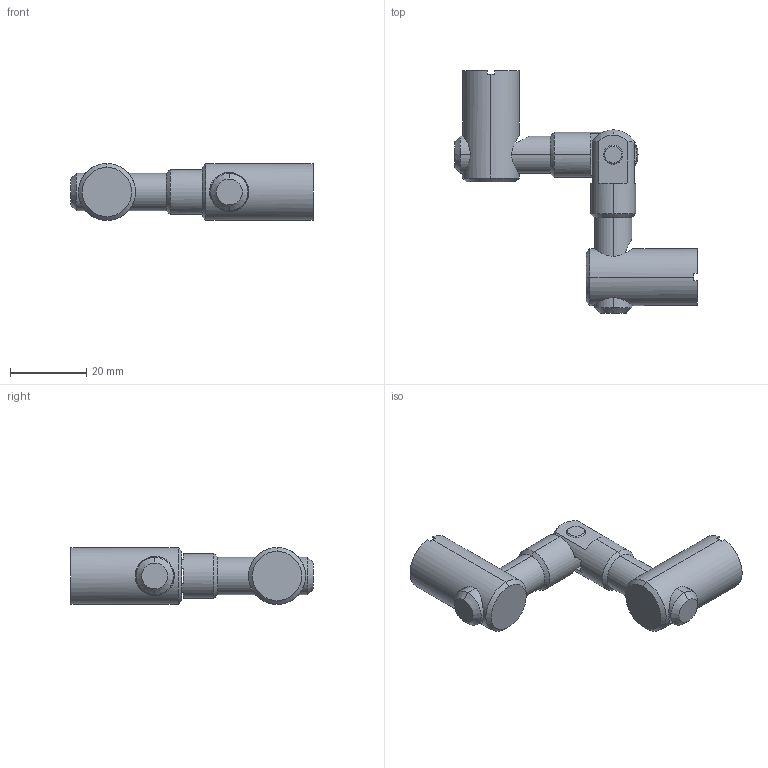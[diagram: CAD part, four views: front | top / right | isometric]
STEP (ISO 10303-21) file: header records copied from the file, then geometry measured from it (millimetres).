
FILE_DESCRIPTION (( 'STEP AP214' ), '1' );
FILE_NAME ('SNSD.30.52.01 Óãëîâîé ñîåäèíèòåëü 85-180 ãðàäóñîâ(H46), ïàç 10.STEP', '2014-12-29T07:33:49', ( 'XTreme.ws' ), ( 'XTreme.ws' ), 'SwSTEP 2.0', 'SolidWorks 2014', '' );
FILE_SCHEMA (( 'AUTOMOTIVE_DESIGN' ));
Length unit declared in the file: millimetre
Products named in the file (11): SNSD.30.50.33 眈錼襭46; SNSD.30.50.35 鎔艜H46; SNSD.30.50.34 栺魛鳧H46_00; SNSD.30.50.34 栺魛鳧H46; SNSD.30.52.01  Óãëîâîé ñîåäèíèòåëü 85-180 ãðàäóñîâ(H46), ïàç 10; SNSD.30.50.33 眈錼襭46_00; SNSD.30.50.32 眈錼襭46; SNSD.30.50.32 眈錼襭46_00; SNSD.30.50.35 鎔艜H46_00
Assembly tree (6 placements, depth 2):
  SNSD.30.50.33 眈錼襭46
  SNSD.30.50.35 鎔艜H46
  SNSD.30.50.34 栺魛鳧H46
  SNSD.30.50.34 栺魛鳧H46
  SNSD.30.52.01  Óãëîâîé ñîåäèíèòåëü 85-180 ãðàäóñîâ(H46), ïàç 10
    SNSD.30.50.32 眈錼襭46_00
    SNSD.30.50.33 眈錼襭46_00
    SNSD.30.50.34 栺魛鳧H46_00  x2
    SNSD.30.50.35 鎔艜H46_00  x2
Bounding box: 63.5 x 63.5 x 14.9 mm (x, y, z)
Volume: 13940.5 mm3; surface area: 9643.6 mm2
Topology: 6 solids, 6 shells, 137 faces, 330 edges, 211 vertices
Faces by surface type: plane 67, cylinder 36, cone 24, sphere 6, torus 4
Entity records: 3462 total; most frequent: CARTESIAN_POINT 891, DIRECTION 516, ORIENTED_EDGE 448, EDGE_CURVE 224, AXIS2_PLACEMENT_3D 210, VERTEX_POINT 143, EDGE_LOOP 107, CIRCLE 106
